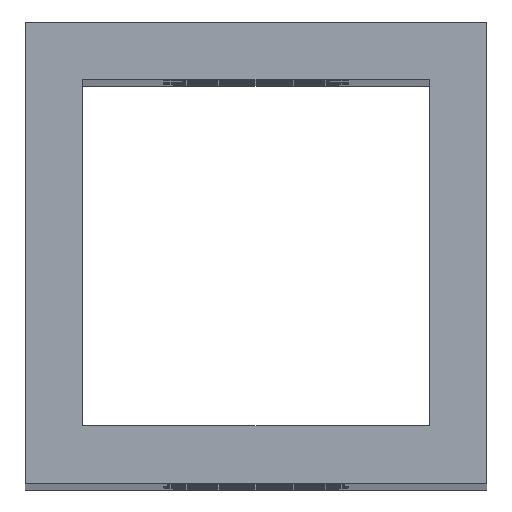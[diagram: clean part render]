
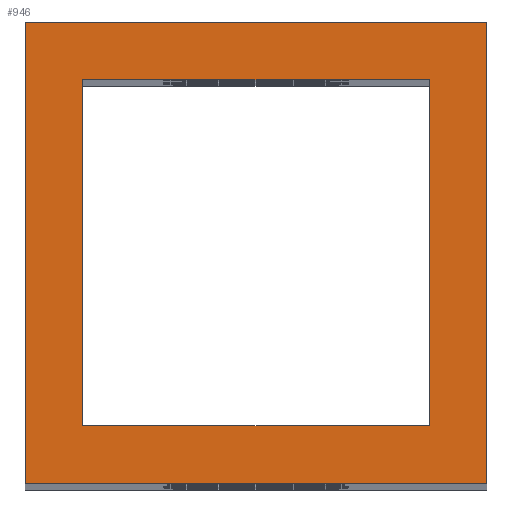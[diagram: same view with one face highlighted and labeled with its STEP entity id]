
A CAD part, top view. The second image highlights one B-rep face of the part: STEP entity #946.
In plain terms, the highlighted planar face has unit normal (0, 0, 1).
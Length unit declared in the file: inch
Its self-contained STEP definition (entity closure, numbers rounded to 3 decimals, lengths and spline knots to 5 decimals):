
#2 = CARTESIAN_POINT ( 'NONE',  ( 0., 0., 4. ) ) ;
#61 = DIRECTION ( 'NONE',  ( 1., 0., 0. ) ) ;
#94 = ORIENTED_EDGE ( 'NONE', *, *, #1191, .F. ) ;
#127 = DIRECTION ( 'NONE',  ( 0., -1., 0. ) ) ;
#129 = CARTESIAN_POINT ( 'NONE',  ( 0., 0., 4. ) ) ;
#136 = VECTOR ( 'NONE', #2042, 39.37008 ) ;
#167 = LINE ( 'NONE', #371, #608 ) ;
#178 = PLANE ( 'NONE',  #2519 ) ;
#187 = FACE_BOUND ( 'NONE', #194, .T. ) ;
#194 = EDGE_LOOP ( 'NONE', ( #94, #2743, #2230, #1414 ) ) ;
#198 = FACE_OUTER_BOUND ( 'NONE', #2156, .T. ) ;
#226 = CARTESIAN_POINT ( 'NONE',  ( 0., 0.5, 4. ) ) ;
#245 = EDGE_CURVE ( 'NONE', #1671, #878, #1670, .T. ) ;
#273 = VECTOR ( 'NONE', #1255, 39.37008 ) ;
#290 = CARTESIAN_POINT ( 'NONE',  ( 0., 0.5, 4. ) ) ;
#297 = VERTEX_POINT ( 'NONE', #422 ) ;
#359 = ORIENTED_EDGE ( 'NONE', *, *, #2602, .T. ) ;
#362 = EDGE_CURVE ( 'NONE', #297, #1671, #2341, .T. ) ;
#368 = VECTOR ( 'NONE', #1788, 39.37008 ) ;
#371 = CARTESIAN_POINT ( 'NONE',  ( 0., 0., 4. ) ) ;
#381 = VERTEX_POINT ( 'NONE', #226 ) ;
#383 = VERTEX_POINT ( 'NONE', #1089 ) ;
#385 = LINE ( 'NONE', #1857, #136 ) ;
#422 = CARTESIAN_POINT ( 'NONE',  ( 0.0625, 0.0625, 4. ) ) ;
#437 = CARTESIAN_POINT ( 'NONE',  ( 0.0625, 0.0625, 4. ) ) ;
#483 = VERTEX_POINT ( 'NONE', #2274 ) ;
#567 = LINE ( 'NONE', #2448, #1732 ) ;
#594 = ORIENTED_EDGE ( 'NONE', *, *, #1165, .T. ) ;
#608 = VECTOR ( 'NONE', #1007, 39.37008 ) ;
#785 = CARTESIAN_POINT ( 'NONE',  ( 0.5, 0.5, 4. ) ) ;
#878 = VERTEX_POINT ( 'NONE', #2124 ) ;
#946 = ADVANCED_FACE ( 'NONE', ( #198, #187 ), #178, .F. ) ;
#1007 = DIRECTION ( 'NONE',  ( 0., -1., 0. ) ) ;
#1015 = EDGE_CURVE ( 'NONE', #2397, #483, #1717, .T. ) ;
#1019 = DIRECTION ( 'NONE',  ( -1., 0., 0. ) ) ;
#1089 = CARTESIAN_POINT ( 'NONE',  ( 0.0625, 0.4375, 4. ) ) ;
#1165 = EDGE_CURVE ( 'NONE', #2444, #381, #1178, .T. ) ;
#1178 = LINE ( 'NONE', #290, #368 ) ;
#1191 = EDGE_CURVE ( 'NONE', #383, #297, #567, .T. ) ;
#1216 = DIRECTION ( 'NONE',  ( 0., 1., 0. ) ) ;
#1255 = DIRECTION ( 'NONE',  ( 0., 1., 0. ) ) ;
#1319 = EDGE_CURVE ( 'NONE', #483, #2444, #1469, .T. ) ;
#1414 = ORIENTED_EDGE ( 'NONE', *, *, #362, .F. ) ;
#1424 = CARTESIAN_POINT ( 'NONE',  ( 0.4375, 0.4375, 4. ) ) ;
#1438 = VECTOR ( 'NONE', #1216, 39.37008 ) ;
#1469 = LINE ( 'NONE', #2320, #273 ) ;
#1525 = CARTESIAN_POINT ( 'NONE',  ( 0., 0., 4. ) ) ;
#1670 = LINE ( 'NONE', #1424, #1438 ) ;
#1671 = VERTEX_POINT ( 'NONE', #2452 ) ;
#1717 = LINE ( 'NONE', #1525, #1811 ) ;
#1732 = VECTOR ( 'NONE', #127, 39.37008 ) ;
#1788 = DIRECTION ( 'NONE',  ( -1., 0., 0. ) ) ;
#1811 = VECTOR ( 'NONE', #61, 39.37008 ) ;
#1857 = CARTESIAN_POINT ( 'NONE',  ( 0.0625, 0.4375, 4. ) ) ;
#1868 = ORIENTED_EDGE ( 'NONE', *, *, #1319, .T. ) ;
#1896 = DIRECTION ( 'NONE',  ( 0., 0., -1. ) ) ;
#1969 = VECTOR ( 'NONE', #2129, 39.37008 ) ;
#2042 = DIRECTION ( 'NONE',  ( -1., 0., 0. ) ) ;
#2075 = EDGE_CURVE ( 'NONE', #878, #383, #385, .T. ) ;
#2124 = CARTESIAN_POINT ( 'NONE',  ( 0.4375, 0.4375, 4. ) ) ;
#2129 = DIRECTION ( 'NONE',  ( 1., 0., 0. ) ) ;
#2156 = EDGE_LOOP ( 'NONE', ( #359, #2548, #1868, #594 ) ) ;
#2230 = ORIENTED_EDGE ( 'NONE', *, *, #245, .F. ) ;
#2274 = CARTESIAN_POINT ( 'NONE',  ( 0.5, 0., 4. ) ) ;
#2320 = CARTESIAN_POINT ( 'NONE',  ( 0.5, 0., 4. ) ) ;
#2341 = LINE ( 'NONE', #437, #1969 ) ;
#2397 = VERTEX_POINT ( 'NONE', #129 ) ;
#2444 = VERTEX_POINT ( 'NONE', #785 ) ;
#2448 = CARTESIAN_POINT ( 'NONE',  ( 0.0625, 0.4375, 4. ) ) ;
#2452 = CARTESIAN_POINT ( 'NONE',  ( 0.4375, 0.0625, 4. ) ) ;
#2519 = AXIS2_PLACEMENT_3D ( 'NONE', #2, #1896, #1019 ) ;
#2548 = ORIENTED_EDGE ( 'NONE', *, *, #1015, .T. ) ;
#2602 = EDGE_CURVE ( 'NONE', #381, #2397, #167, .T. ) ;
#2743 = ORIENTED_EDGE ( 'NONE', *, *, #2075, .F. ) ;
